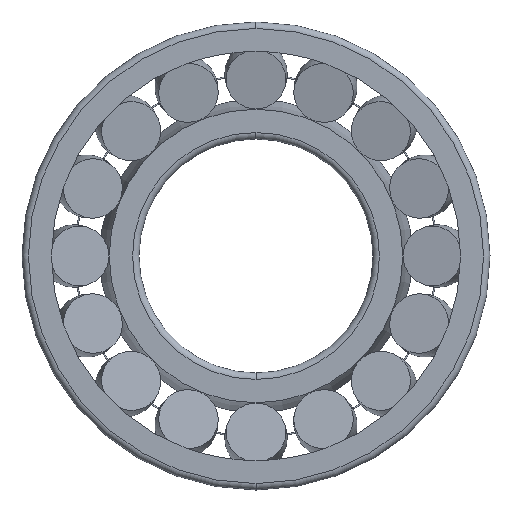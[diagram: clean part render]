
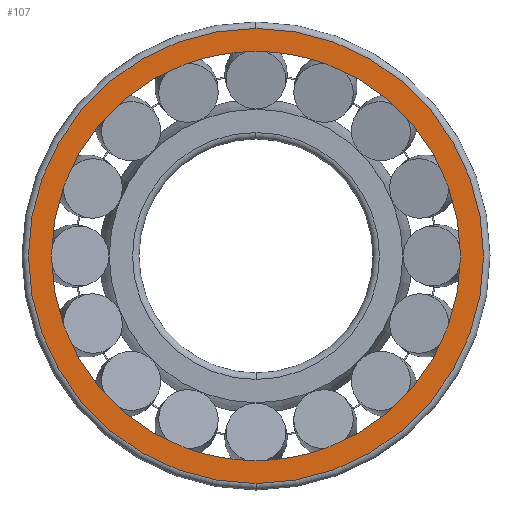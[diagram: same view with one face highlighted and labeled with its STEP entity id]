
A CAD part, left-side view. The second image highlights one B-rep face of the part: STEP entity #107.
In plain terms, the highlighted planar face has unit normal (-1, 0, 0).
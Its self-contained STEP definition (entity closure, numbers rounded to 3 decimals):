
#107=ADVANCED_FACE('',(#379,#380),#381,.T.);
#379=FACE_OUTER_BOUND('',#908,.T.);
#380=FACE_BOUND('',#909,.T.);
#381=PLANE('',#910);
#908=EDGE_LOOP('',(#1664,#1665,#1666));
#909=EDGE_LOOP('',(#1667,#1668,#1669));
#910=AXIS2_PLACEMENT_3D('',#1670,#1671,#1672);
#1664=ORIENTED_EDGE('',*,*,#3340,.F.);
#1665=ORIENTED_EDGE('',*,*,#3339,.F.);
#1666=ORIENTED_EDGE('',*,*,#3367,.F.);
#1667=ORIENTED_EDGE('',*,*,#3371,.T.);
#1668=ORIENTED_EDGE('',*,*,#3322,.T.);
#1669=ORIENTED_EDGE('',*,*,#3372,.T.);
#1670=CARTESIAN_POINT('',(0.,36.934,0.0));
#1671=DIRECTION('',(-1.0,0.,0.0));
#1672=DIRECTION('',(0.,-1.0,0.0));
#3322=EDGE_CURVE('',#3968,#3965,#3969,.T.);
#3339=EDGE_CURVE('',#3999,#4002,#4003,.T.);
#3340=EDGE_CURVE('',#4002,#4004,#4005,.T.);
#3367=EDGE_CURVE('',#4004,#3999,#4042,.T.);
#3371=EDGE_CURVE('',#4047,#3968,#4048,.T.);
#3372=EDGE_CURVE('',#3965,#4047,#4049,.T.);
#3965=VERTEX_POINT('',#5030);
#3968=VERTEX_POINT('',#5033);
#3969=CIRCLE('',#5034,34.967);
#3999=VERTEX_POINT('',#5066);
#4002=VERTEX_POINT('',#5069);
#4003=CIRCLE('',#5070,38.9);
#4004=VERTEX_POINT('',#5071);
#4005=CIRCLE('',#5072,38.9);
#4042=CIRCLE('',#5185,38.9);
#4047=VERTEX_POINT('',#5190);
#4048=CIRCLE('',#5191,34.967);
#4049=CIRCLE('',#5192,34.967);
#5030=CARTESIAN_POINT('',(0.,0.,-34.967));
#5033=CARTESIAN_POINT('',(0.,0.,34.967));
#5034=AXIS2_PLACEMENT_3D('',#10388,#10389,#10390);
#5066=CARTESIAN_POINT('',(0.0,0.,-38.9));
#5069=CARTESIAN_POINT('',(0.0,38.9,0.0));
#5070=AXIS2_PLACEMENT_3D('',#10435,#10436,#10437);
#5071=CARTESIAN_POINT('',(0.0,0.,38.9));
#5072=AXIS2_PLACEMENT_3D('',#10438,#10439,#10440);
#5185=AXIS2_PLACEMENT_3D('',#10492,#10493,#10494);
#5190=CARTESIAN_POINT('',(0.,34.967,0.0));
#5191=AXIS2_PLACEMENT_3D('',#10504,#10505,#10506);
#5192=AXIS2_PLACEMENT_3D('',#10507,#10508,#10509);
#10388=CARTESIAN_POINT('',(0.,0.0,0.0));
#10389=DIRECTION('',(1.0,0.0,0.0));
#10390=DIRECTION('',(0.0,1.0,0.0));
#10435=CARTESIAN_POINT('',(0.0,0.0,0.0));
#10436=DIRECTION('',(1.0,0.0,0.0));
#10437=DIRECTION('',(0.0,1.0,0.0));
#10438=CARTESIAN_POINT('',(0.0,0.0,0.0));
#10439=DIRECTION('',(1.0,0.0,0.0));
#10440=DIRECTION('',(0.0,1.0,0.0));
#10492=CARTESIAN_POINT('',(0.0,0.0,0.0));
#10493=DIRECTION('',(1.0,0.0,0.0));
#10494=DIRECTION('',(0.0,1.0,0.0));
#10504=CARTESIAN_POINT('',(0.,0.0,0.0));
#10505=DIRECTION('',(1.0,0.0,0.0));
#10506=DIRECTION('',(0.0,1.0,0.0));
#10507=CARTESIAN_POINT('',(0.,0.0,0.0));
#10508=DIRECTION('',(1.0,0.0,0.0));
#10509=DIRECTION('',(0.0,1.0,0.0));
